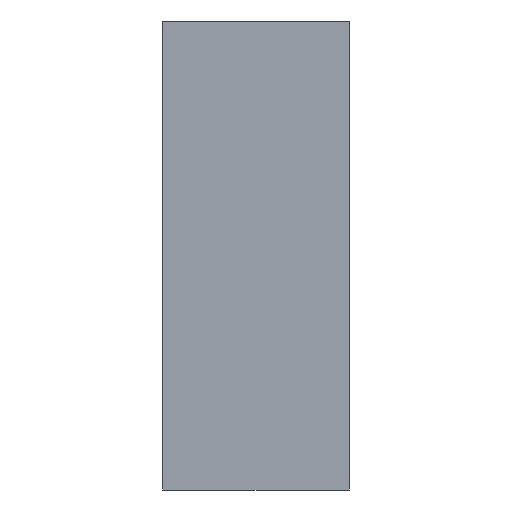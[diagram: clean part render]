
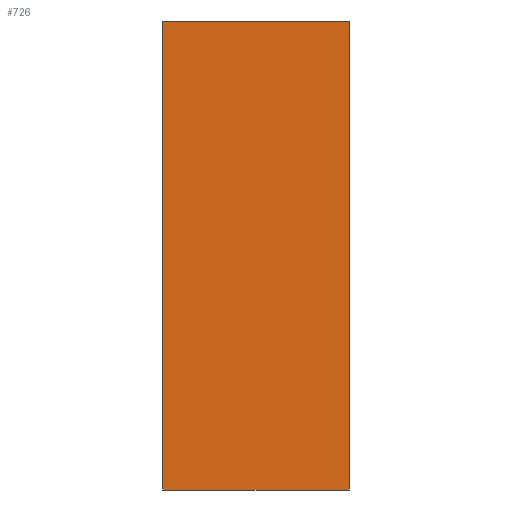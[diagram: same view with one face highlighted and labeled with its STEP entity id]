
A CAD part, left-side view. The second image highlights one B-rep face of the part: STEP entity #726.
In plain terms, the highlighted planar face has unit normal (-1, 0, 0).
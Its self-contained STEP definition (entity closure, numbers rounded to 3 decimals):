
#34=PLANE('',#798);
#96=FACE_OUTER_BOUND('',#142,.T.);
#142=EDGE_LOOP('',(#639,#640,#641,#642));
#205=LINE('',#3153,#253);
#228=LINE('',#3230,#276);
#231=LINE('',#3237,#279);
#232=LINE('',#3238,#280);
#253=VECTOR('',#870,10.);
#276=VECTOR('',#953,10.);
#279=VECTOR('',#960,10.);
#280=VECTOR('',#961,10.);
#322=VERTEX_POINT('',#3150);
#323=VERTEX_POINT('',#3152);
#346=VERTEX_POINT('',#3226);
#349=VERTEX_POINT('',#3236);
#411=EDGE_CURVE('',#323,#322,#205,.T.);
#448=EDGE_CURVE('',#323,#346,#228,.T.);
#451=EDGE_CURVE('',#349,#322,#231,.T.);
#452=EDGE_CURVE('',#346,#349,#232,.T.);
#639=ORIENTED_EDGE('',*,*,#411,.T.);
#640=ORIENTED_EDGE('',*,*,#451,.F.);
#641=ORIENTED_EDGE('',*,*,#452,.F.);
#642=ORIENTED_EDGE('',*,*,#448,.F.);
#726=ADVANCED_FACE('',(#96),#34,.T.);
#798=AXIS2_PLACEMENT_3D('',#3235,#958,#959);
#870=DIRECTION('',(0.,0.,1.));
#953=DIRECTION('',(0.,1.,0.));
#958=DIRECTION('center_axis',(-1.,0.,0.));
#959=DIRECTION('ref_axis',(0.,-1.,0.));
#960=DIRECTION('',(0.,-1.,0.));
#961=DIRECTION('',(0.,0.,1.));
#3150=CARTESIAN_POINT('',(-64.25,-6.35,15.9));
#3152=CARTESIAN_POINT('',(-64.25,-6.35,-15.9));
#3153=CARTESIAN_POINT('',(-64.25,-6.35,0.));
#3226=CARTESIAN_POINT('',(-64.25,6.35,-15.9));
#3230=CARTESIAN_POINT('',(-64.25,-6.35,-15.9));
#3235=CARTESIAN_POINT('Origin',(-64.25,6.35,0.));
#3236=CARTESIAN_POINT('',(-64.25,6.35,15.9));
#3237=CARTESIAN_POINT('',(-64.25,-6.35,15.9));
#3238=CARTESIAN_POINT('',(-64.25,6.35,0.));
